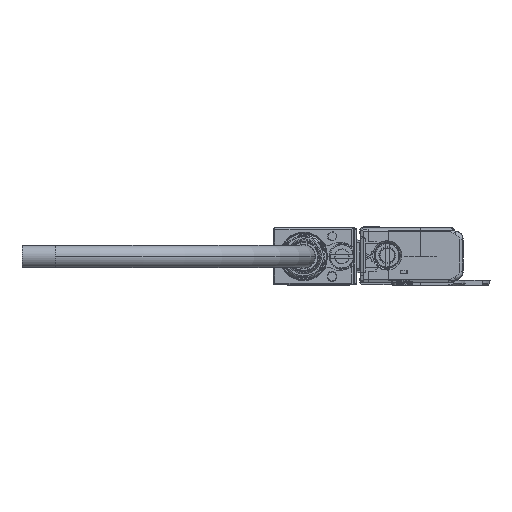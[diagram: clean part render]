
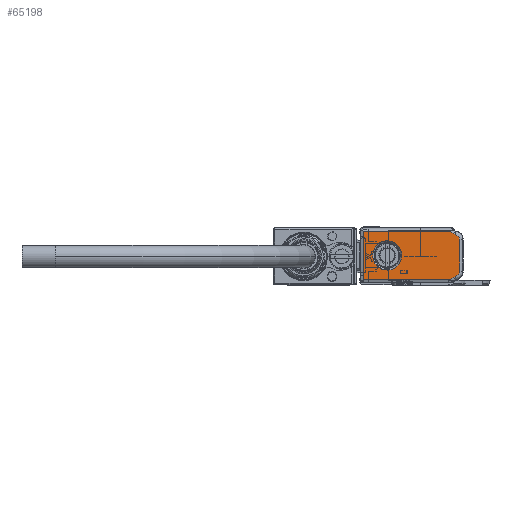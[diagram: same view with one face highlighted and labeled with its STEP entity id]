
A CAD part, left-side view. The second image highlights one B-rep face of the part: STEP entity #65198.
In plain terms, the highlighted planar face has unit normal (-1, 0, 0).
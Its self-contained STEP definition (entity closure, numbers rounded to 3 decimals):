
#65106=AXIS2_PLACEMENT_3D('Plane Axis2P3D',#65103,#65104,#65105) ;
#65130=AXIS2_PLACEMENT_3D('Circle Axis2P3D',#65128,#65129,$) ;
#65144=AXIS2_PLACEMENT_3D('Circle Axis2P3D',#65142,#65143,$) ;
#65174=AXIS2_PLACEMENT_3D('Circle Axis2P3D',#65172,#65173,$) ;
#65183=AXIS2_PLACEMENT_3D('Circle Axis2P3D',#65181,#65182,$) ;
#65190=AXIS2_PLACEMENT_3D('Circle Axis2P3D',#65188,#65189,$) ;
#62363=CARTESIAN_POINT('Vertex',(-1476.,30.2,0.2)) ;
#62372=CARTESIAN_POINT('Vertex',(-1476.,3.814,0.2)) ;
#62375=CARTESIAN_POINT('Line Origine',(-1476.,15.7,0.2)) ;
#62554=CARTESIAN_POINT('Vertex',(-1476.,30.2,14.8)) ;
#62557=CARTESIAN_POINT('Line Origine',(-1476.,30.2,7.5)) ;
#62652=CARTESIAN_POINT('Vertex',(-1476.,3.814,14.8)) ;
#62655=CARTESIAN_POINT('Line Origine',(-1476.,15.7,14.8)) ;
#62716=CARTESIAN_POINT('Line Origine',(-1476.,1.067,12.053)) ;
#62720=CARTESIAN_POINT('Vertex',(-1476.,3.119,14.104)) ;
#65103=CARTESIAN_POINT('Axis2P3D Location',(-1476.,0.2,7.5)) ;
#65108=CARTESIAN_POINT('Line Origine',(-1476.,3.466,0.548)) ;
#65112=CARTESIAN_POINT('Vertex',(-1476.,3.119,0.896)) ;
#65116=CARTESIAN_POINT('Control Point',(-1476.,3.119,0.896)) ;
#65117=CARTESIAN_POINT('Control Point',(-1476.,3.044,0.97)) ;
#65118=CARTESIAN_POINT('Control Point',(-1476.,2.961,1.035)) ;
#65119=CARTESIAN_POINT('Control Point',(-1476.,2.87,1.089)) ;
#65120=CARTESIAN_POINT('Control Point',(-1476.,2.748,1.142)) ;
#65121=CARTESIAN_POINT('Control Point',(-1476.,2.621,1.175)) ;
#65122=CARTESIAN_POINT('Control Point',(-1476.,2.596,1.18)) ;
#65123=CARTESIAN_POINT('Control Point',(-1476.,2.57,1.185)) ;
#65124=CARTESIAN_POINT('Control Point',(-1476.,2.544,1.19)) ;
#65125=CARTESIAN_POINT('Vertex',(-1476.,2.544,1.19)) ;
#65128=CARTESIAN_POINT('Axis2P3D Location',(-1476.,2.8,2.769)) ;
#65132=CARTESIAN_POINT('Vertex',(-1476.,1.2,2.769)) ;
#65135=CARTESIAN_POINT('Line Origine',(-1476.,1.2,7.5)) ;
#65139=CARTESIAN_POINT('Vertex',(-1476.,1.2,12.231)) ;
#65142=CARTESIAN_POINT('Axis2P3D Location',(-1476.,2.8,12.231)) ;
#65146=CARTESIAN_POINT('Vertex',(-1476.,2.544,13.81)) ;
#65150=CARTESIAN_POINT('Control Point',(-1476.,2.544,13.81)) ;
#65151=CARTESIAN_POINT('Control Point',(-1476.,2.648,13.827)) ;
#65152=CARTESIAN_POINT('Control Point',(-1476.,2.749,13.857)) ;
#65153=CARTESIAN_POINT('Control Point',(-1476.,2.846,13.899)) ;
#65154=CARTESIAN_POINT('Control Point',(-1476.,2.96,13.967)) ;
#65155=CARTESIAN_POINT('Control Point',(-1476.,3.061,14.05)) ;
#65156=CARTESIAN_POINT('Control Point',(-1476.,3.081,14.068)) ;
#65157=CARTESIAN_POINT('Control Point',(-1476.,3.1,14.086)) ;
#65158=CARTESIAN_POINT('Control Point',(-1476.,3.119,14.104)) ;
#65172=CARTESIAN_POINT('Axis2P3D Location',(-1476.,23.,7.5)) ;
#65176=CARTESIAN_POINT('Vertex',(-1476.,23.,11.9)) ;
#65178=CARTESIAN_POINT('Vertex',(-1476.,23.,3.1)) ;
#65181=CARTESIAN_POINT('Axis2P3D Location',(-1476.,23.,7.5)) ;
#65185=CARTESIAN_POINT('Vertex',(-1476.,24.895,11.471)) ;
#65188=CARTESIAN_POINT('Axis2P3D Location',(-1476.,23.,7.5)) ;
#62376=DIRECTION('Vector Direction',(0.,-1.,0.)) ;
#62558=DIRECTION('Vector Direction',(0.,0.,-1.)) ;
#62656=DIRECTION('Vector Direction',(0.,1.,0.)) ;
#62717=DIRECTION('Vector Direction',(0.,0.707,0.707)) ;
#65104=DIRECTION('Axis2P3D Direction',(1.,0.,0.)) ;
#65105=DIRECTION('Axis2P3D XDirection',(0.,0.,1.)) ;
#65109=DIRECTION('Vector Direction',(0.,-0.707,0.707)) ;
#65129=DIRECTION('Axis2P3D Direction',(1.,0.,0.)) ;
#65136=DIRECTION('Vector Direction',(0.,0.,1.)) ;
#65143=DIRECTION('Axis2P3D Direction',(1.,0.,0.)) ;
#65173=DIRECTION('Axis2P3D Direction',(1.,0.,0.)) ;
#65182=DIRECTION('Axis2P3D Direction',(1.,0.,0.)) ;
#65189=DIRECTION('Axis2P3D Direction',(1.,0.,0.)) ;
#62377=VECTOR('Line Direction',#62376,1.) ;
#62559=VECTOR('Line Direction',#62558,1.) ;
#62657=VECTOR('Line Direction',#62656,1.) ;
#62718=VECTOR('Line Direction',#62717,1.) ;
#65110=VECTOR('Line Direction',#65109,1.) ;
#65137=VECTOR('Line Direction',#65136,1.) ;
#65161=ORIENTED_EDGE('',*,*,#62659,.F.) ;
#65162=ORIENTED_EDGE('',*,*,#62561,.F.) ;
#65163=ORIENTED_EDGE('',*,*,#62379,.F.) ;
#65164=ORIENTED_EDGE('',*,*,#65114,.F.) ;
#65165=ORIENTED_EDGE('',*,*,#65127,.F.) ;
#65166=ORIENTED_EDGE('',*,*,#65134,.F.) ;
#65167=ORIENTED_EDGE('',*,*,#65141,.F.) ;
#65168=ORIENTED_EDGE('',*,*,#65148,.F.) ;
#65169=ORIENTED_EDGE('',*,*,#65159,.F.) ;
#65170=ORIENTED_EDGE('',*,*,#62722,.F.) ;
#65194=ORIENTED_EDGE('',*,*,#65180,.T.) ;
#65195=ORIENTED_EDGE('',*,*,#65187,.T.) ;
#65196=ORIENTED_EDGE('',*,*,#65192,.T.) ;
#65197=FACE_BOUND('',#65193,.T.) ;
#65198=ADVANCED_FACE('Brep With Voids',(#65171,#65197),#65107,.F.) ;
#65115=B_SPLINE_CURVE_WITH_KNOTS('',5,(#65116,#65117,#65118,#65119,#65120,#65121,#65122,#65123,#65124),.UNSPECIFIED.,.F.,.U.,(6,3,6),(0.,0.743,0.929),.UNSPECIFIED.) ;
#65149=B_SPLINE_CURVE_WITH_KNOTS('',5,(#65150,#65151,#65152,#65153,#65154,#65155,#65156,#65157,#65158),.UNSPECIFIED.,.F.,.U.,(6,3,6),(0.,0.743,0.929),.UNSPECIFIED.) ;
#65131=CIRCLE('generated circle',#65130,1.6) ;
#65145=CIRCLE('generated circle',#65144,1.6) ;
#65175=CIRCLE('generated circle',#65174,4.4) ;
#65184=CIRCLE('generated circle',#65183,4.4) ;
#65191=CIRCLE('generated circle',#65190,4.4) ;
#62379=EDGE_CURVE('',#62373,#62364,#62378,.F.) ;
#62561=EDGE_CURVE('',#62364,#62555,#62560,.F.) ;
#62659=EDGE_CURVE('',#62555,#62653,#62658,.F.) ;
#62722=EDGE_CURVE('',#62653,#62721,#62719,.F.) ;
#65114=EDGE_CURVE('',#65113,#62373,#65111,.F.) ;
#65127=EDGE_CURVE('',#65126,#65113,#65115,.F.) ;
#65134=EDGE_CURVE('',#65133,#65126,#65131,.T.) ;
#65141=EDGE_CURVE('',#65140,#65133,#65138,.F.) ;
#65148=EDGE_CURVE('',#65147,#65140,#65145,.T.) ;
#65159=EDGE_CURVE('',#62721,#65147,#65149,.F.) ;
#65180=EDGE_CURVE('',#65177,#65179,#65175,.T.) ;
#65187=EDGE_CURVE('',#65179,#65186,#65184,.T.) ;
#65192=EDGE_CURVE('',#65186,#65177,#65191,.T.) ;
#65160=EDGE_LOOP('',(#65161,#65162,#65163,#65164,#65165,#65166,#65167,#65168,#65169,#65170)) ;
#65193=EDGE_LOOP('',(#65194,#65195,#65196)) ;
#65171=FACE_OUTER_BOUND('',#65160,.T.) ;
#62378=LINE('Line',#62375,#62377) ;
#62560=LINE('Line',#62557,#62559) ;
#62658=LINE('Line',#62655,#62657) ;
#62719=LINE('Line',#62716,#62718) ;
#65111=LINE('Line',#65108,#65110) ;
#65138=LINE('Line',#65135,#65137) ;
#65107=PLANE('Plane',#65106) ;
#62364=VERTEX_POINT('',#62363) ;
#62373=VERTEX_POINT('',#62372) ;
#62555=VERTEX_POINT('',#62554) ;
#62653=VERTEX_POINT('',#62652) ;
#62721=VERTEX_POINT('',#62720) ;
#65113=VERTEX_POINT('',#65112) ;
#65126=VERTEX_POINT('',#65125) ;
#65133=VERTEX_POINT('',#65132) ;
#65140=VERTEX_POINT('',#65139) ;
#65147=VERTEX_POINT('',#65146) ;
#65177=VERTEX_POINT('',#65176) ;
#65179=VERTEX_POINT('',#65178) ;
#65186=VERTEX_POINT('',#65185) ;
